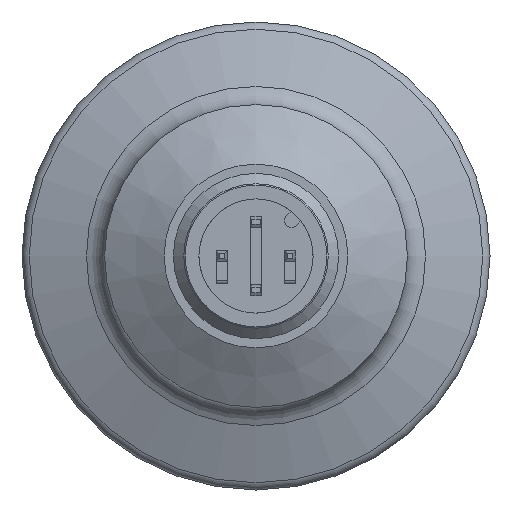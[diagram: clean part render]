
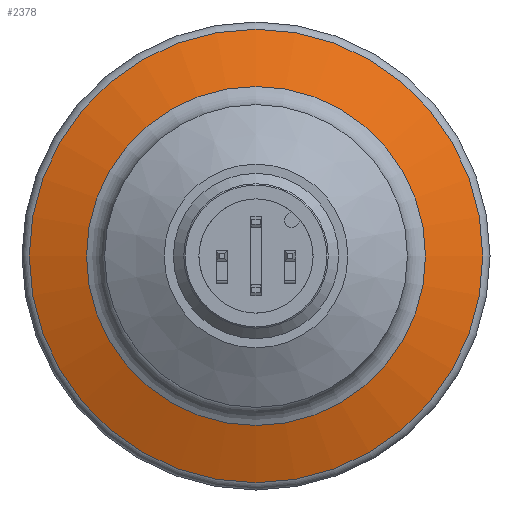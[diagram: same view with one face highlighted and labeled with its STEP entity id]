
A CAD part, front view. The second image highlights one B-rep face of the part: STEP entity #2378.
In plain terms, the highlighted conical face has half-angle 70 degrees and reference radius 11 mm.
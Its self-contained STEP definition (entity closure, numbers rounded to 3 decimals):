
#46=CONICAL_SURFACE('',#2497,11.,1.222);
#90=CIRCLE('',#2490,12.316);
#93=CIRCLE('',#2494,16.474);
#175=ORIENTED_EDGE('',*,*,#635,.T.);
#176=ORIENTED_EDGE('',*,*,#638,.T.);
#635=EDGE_CURVE('',#872,#872,#90,.T.);
#638=EDGE_CURVE('',#875,#875,#93,.T.);
#872=VERTEX_POINT('',#3210);
#875=VERTEX_POINT('',#3217);
#1386=EDGE_LOOP('',(#175));
#1387=EDGE_LOOP('',(#176));
#1506=FACE_BOUND('',#1386,.T.);
#1507=FACE_BOUND('',#1387,.T.);
#2378=ADVANCED_FACE('',(#1506,#1507),#46,.T.);
#2490=AXIS2_PLACEMENT_3D('',#3209,#2700,#2701);
#2494=AXIS2_PLACEMENT_3D('',#3216,#2708,#2709);
#2497=AXIS2_PLACEMENT_3D('',#3221,#2714,#2715);
#2700=DIRECTION('',(0.,1.,0.));
#2701=DIRECTION('',(0.,0.,-1.));
#2708=DIRECTION('',(0.,-1.,0.));
#2709=DIRECTION('',(0.,0.,1.));
#2714=DIRECTION('',(0.,1.,0.));
#2715=DIRECTION('',(0.,0.,-1.));
#3209=CARTESIAN_POINT('',(0.,-6.755,0.));
#3210=CARTESIAN_POINT('',(0.,-6.755,-12.316));
#3216=CARTESIAN_POINT('',(0.,-5.242,0.));
#3217=CARTESIAN_POINT('',(0.,-5.242,16.474));
#3221=CARTESIAN_POINT('',(0.,-7.234,0.));
